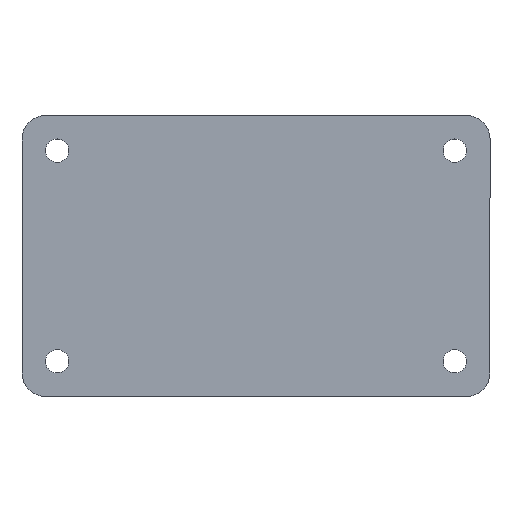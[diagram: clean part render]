
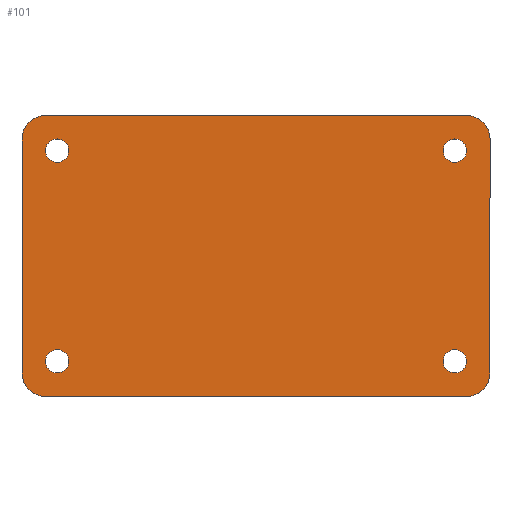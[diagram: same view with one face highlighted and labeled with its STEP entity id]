
A CAD part, top view. The second image highlights one B-rep face of the part: STEP entity #101.
In plain terms, the highlighted planar face has unit normal (0, 0, 1).
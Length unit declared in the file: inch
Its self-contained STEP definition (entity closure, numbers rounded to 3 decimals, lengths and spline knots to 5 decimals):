
#1 = EDGE_CURVE ( 'NONE', #60, #228, #505, .T. ) ;
#2 = VERTEX_POINT ( 'NONE', #399 ) ;
#8 = CARTESIAN_POINT ( 'NONE',  ( 2.25, -1.5, 0. ) ) ;
#9 = EDGE_CURVE ( 'NONE', #228, #498, #33, .T. ) ;
#11 = ORIENTED_EDGE ( 'NONE', *, *, #461, .F. ) ;
#13 = AXIS2_PLACEMENT_3D ( 'NONE', #486, #358, #280 ) ;
#14 = AXIS2_PLACEMENT_3D ( 'NONE', #24, #32, #507 ) ;
#17 = EDGE_CURVE ( 'NONE', #260, #60, #475, .T. ) ;
#18 = CARTESIAN_POINT ( 'NONE',  ( 2.5, 1.25, 0. ) ) ;
#21 = DIRECTION ( 'NONE',  ( -1., 0., 0. ) ) ;
#22 = ORIENTED_EDGE ( 'NONE', *, *, #236, .F. ) ;
#24 = CARTESIAN_POINT ( 'NONE',  ( -2.125, 1.125, 0. ) ) ;
#27 = DIRECTION ( 'NONE',  ( 1., 0., 0. ) ) ;
#32 = DIRECTION ( 'NONE',  ( 0., 0., -1. ) ) ;
#33 = LINE ( 'NONE', #61, #197 ) ;
#34 = AXIS2_PLACEMENT_3D ( 'NONE', #204, #242, #206 ) ;
#35 = EDGE_CURVE ( 'NONE', #426, #97, #410, .T. ) ;
#38 = CARTESIAN_POINT ( 'NONE',  ( -2.25, 1.125, 0. ) ) ;
#41 = DIRECTION ( 'NONE',  ( 1., 0., 0. ) ) ;
#44 = FACE_OUTER_BOUND ( 'NONE', #289, .T. ) ;
#53 = CARTESIAN_POINT ( 'NONE',  ( 2.125, -1.125, 0. ) ) ;
#54 = ORIENTED_EDGE ( 'NONE', *, *, #9, .F. ) ;
#56 = CARTESIAN_POINT ( 'NONE',  ( -2.25, 1.5, 0. ) ) ;
#60 = VERTEX_POINT ( 'NONE', #512 ) ;
#61 = CARTESIAN_POINT ( 'NONE',  ( 2.5, 1.25, 0. ) ) ;
#73 = VECTOR ( 'NONE', #234, 39.37008 ) ;
#79 = EDGE_CURVE ( 'NONE', #279, #279, #401, .T. ) ;
#85 = EDGE_CURVE ( 'NONE', #2, #2, #89, .T. ) ;
#89 = CIRCLE ( 'NONE', #34, 0.125 ) ;
#90 = DIRECTION ( 'NONE',  ( 0., 1., 0. ) ) ;
#97 = VERTEX_POINT ( 'NONE', #244 ) ;
#98 = AXIS2_PLACEMENT_3D ( 'NONE', #480, #437, #389 ) ;
#100 = EDGE_LOOP ( 'NONE', ( #460 ) ) ;
#101 = ADVANCED_FACE ( 'NONE', ( #158, #482, #444, #315, #44 ), #440, .T. ) ;
#103 = ORIENTED_EDGE ( 'NONE', *, *, #1, .F. ) ;
#111 = CARTESIAN_POINT ( 'NONE',  ( 2.25, -1.5, 0. ) ) ;
#115 = VECTOR ( 'NONE', #27, 39.37008 ) ;
#127 = DIRECTION ( 'NONE',  ( 0., 0., 1. ) ) ;
#132 = AXIS2_PLACEMENT_3D ( 'NONE', #53, #213, #21 ) ;
#136 = VERTEX_POINT ( 'NONE', #394 ) ;
#139 = EDGE_CURVE ( 'NONE', #136, #260, #483, .T. ) ;
#158 = FACE_BOUND ( 'NONE', #199, .T. ) ;
#168 = CARTESIAN_POINT ( 'NONE',  ( 2., -1.125, 0. ) ) ;
#170 = VERTEX_POINT ( 'NONE', #8 ) ;
#173 = AXIS2_PLACEMENT_3D ( 'NONE', #253, #327, #406 ) ;
#176 = ORIENTED_EDGE ( 'NONE', *, *, #79, .T. ) ;
#191 = CARTESIAN_POINT ( 'NONE',  ( -2.25, -1.5, 0. ) ) ;
#192 = CARTESIAN_POINT ( 'NONE',  ( -2.25, 1.5, 0. ) ) ;
#194 = DIRECTION ( 'NONE',  ( 0., 0., -1. ) ) ;
#197 = VECTOR ( 'NONE', #265, 39.37008 ) ;
#199 = EDGE_LOOP ( 'NONE', ( #510 ) ) ;
#204 = CARTESIAN_POINT ( 'NONE',  ( -2.125, -1.125, 0. ) ) ;
#206 = DIRECTION ( 'NONE',  ( -1., 0., 0. ) ) ;
#207 = AXIS2_PLACEMENT_3D ( 'NONE', #467, #194, #226 ) ;
#211 = ORIENTED_EDGE ( 'NONE', *, *, #35, .F. ) ;
#213 = DIRECTION ( 'NONE',  ( 0., 0., -1. ) ) ;
#217 = CIRCLE ( 'NONE', #132, 0.125 ) ;
#218 = EDGE_LOOP ( 'NONE', ( #254 ) ) ;
#226 = DIRECTION ( 'NONE',  ( -1., 0., 0. ) ) ;
#228 = VERTEX_POINT ( 'NONE', #18 ) ;
#232 = AXIS2_PLACEMENT_3D ( 'NONE', #502, #273, #388 ) ;
#234 = DIRECTION ( 'NONE',  ( -1., 0., 0. ) ) ;
#236 = EDGE_CURVE ( 'NONE', #97, #136, #496, .T. ) ;
#238 = VERTEX_POINT ( 'NONE', #168 ) ;
#242 = DIRECTION ( 'NONE',  ( 0., 0., -1. ) ) ;
#244 = CARTESIAN_POINT ( 'NONE',  ( -2.5, -1.25, 0. ) ) ;
#247 = EDGE_CURVE ( 'NONE', #238, #238, #217, .T. ) ;
#253 = CARTESIAN_POINT ( 'NONE',  ( 2.25, -1.25, 0. ) ) ;
#254 = ORIENTED_EDGE ( 'NONE', *, *, #85, .T. ) ;
#256 = EDGE_CURVE ( 'NONE', #498, #170, #257, .T. ) ;
#257 = CIRCLE ( 'NONE', #173, 0.25 ) ;
#260 = VERTEX_POINT ( 'NONE', #56 ) ;
#264 = CARTESIAN_POINT ( 'NONE',  ( 2.5, -1.25, 0. ) ) ;
#265 = DIRECTION ( 'NONE',  ( 0., -1., 0. ) ) ;
#271 = VECTOR ( 'NONE', #90, 39.37008 ) ;
#273 = DIRECTION ( 'NONE',  ( 0., 0., -1. ) ) ;
#279 = VERTEX_POINT ( 'NONE', #479 ) ;
#280 = DIRECTION ( 'NONE',  ( -1., 0., 0. ) ) ;
#284 = ORIENTED_EDGE ( 'NONE', *, *, #17, .F. ) ;
#289 = EDGE_LOOP ( 'NONE', ( #103, #284, #419, #22, #211, #11, #367, #54 ) ) ;
#302 = AXIS2_PLACEMENT_3D ( 'NONE', #363, #127, #41 ) ;
#311 = CIRCLE ( 'NONE', #14, 0.125 ) ;
#315 = FACE_BOUND ( 'NONE', #442, .T. ) ;
#323 = VERTEX_POINT ( 'NONE', #38 ) ;
#327 = DIRECTION ( 'NONE',  ( 0., 0., -1. ) ) ;
#358 = DIRECTION ( 'NONE',  ( 0., 0., -1. ) ) ;
#363 = CARTESIAN_POINT ( 'NONE',  ( 0., 0., 0. ) ) ;
#367 = ORIENTED_EDGE ( 'NONE', *, *, #256, .F. ) ;
#383 = LINE ( 'NONE', #111, #73 ) ;
#388 = DIRECTION ( 'NONE',  ( -1., 0., 0. ) ) ;
#389 = DIRECTION ( 'NONE',  ( -1., 0., 0. ) ) ;
#394 = CARTESIAN_POINT ( 'NONE',  ( -2.5, 1.25, 0. ) ) ;
#399 = CARTESIAN_POINT ( 'NONE',  ( -2.25, -1.125, 0. ) ) ;
#401 = CIRCLE ( 'NONE', #13, 0.125 ) ;
#406 = DIRECTION ( 'NONE',  ( -1., 0., 0. ) ) ;
#410 = CIRCLE ( 'NONE', #207, 0.25 ) ;
#414 = CARTESIAN_POINT ( 'NONE',  ( -2.5, -1.25, 0. ) ) ;
#419 = ORIENTED_EDGE ( 'NONE', *, *, #139, .F. ) ;
#426 = VERTEX_POINT ( 'NONE', #191 ) ;
#437 = DIRECTION ( 'NONE',  ( 0., 0., -1. ) ) ;
#440 = PLANE ( 'NONE',  #302 ) ;
#442 = EDGE_LOOP ( 'NONE', ( #176 ) ) ;
#444 = FACE_BOUND ( 'NONE', #100, .T. ) ;
#460 = ORIENTED_EDGE ( 'NONE', *, *, #481, .T. ) ;
#461 = EDGE_CURVE ( 'NONE', #170, #426, #383, .T. ) ;
#467 = CARTESIAN_POINT ( 'NONE',  ( -2.25, -1.25, 0. ) ) ;
#475 = LINE ( 'NONE', #192, #115 ) ;
#479 = CARTESIAN_POINT ( 'NONE',  ( 2., 1.125, 0. ) ) ;
#480 = CARTESIAN_POINT ( 'NONE',  ( -2.25, 1.25, 0. ) ) ;
#481 = EDGE_CURVE ( 'NONE', #323, #323, #311, .T. ) ;
#482 = FACE_BOUND ( 'NONE', #218, .T. ) ;
#483 = CIRCLE ( 'NONE', #98, 0.25 ) ;
#486 = CARTESIAN_POINT ( 'NONE',  ( 2.125, 1.125, 0. ) ) ;
#496 = LINE ( 'NONE', #414, #271 ) ;
#498 = VERTEX_POINT ( 'NONE', #264 ) ;
#502 = CARTESIAN_POINT ( 'NONE',  ( 2.25, 1.25, 0. ) ) ;
#505 = CIRCLE ( 'NONE', #232, 0.25 ) ;
#507 = DIRECTION ( 'NONE',  ( -1., 0., 0. ) ) ;
#510 = ORIENTED_EDGE ( 'NONE', *, *, #247, .T. ) ;
#512 = CARTESIAN_POINT ( 'NONE',  ( 2.25, 1.5, 0. ) ) ;
